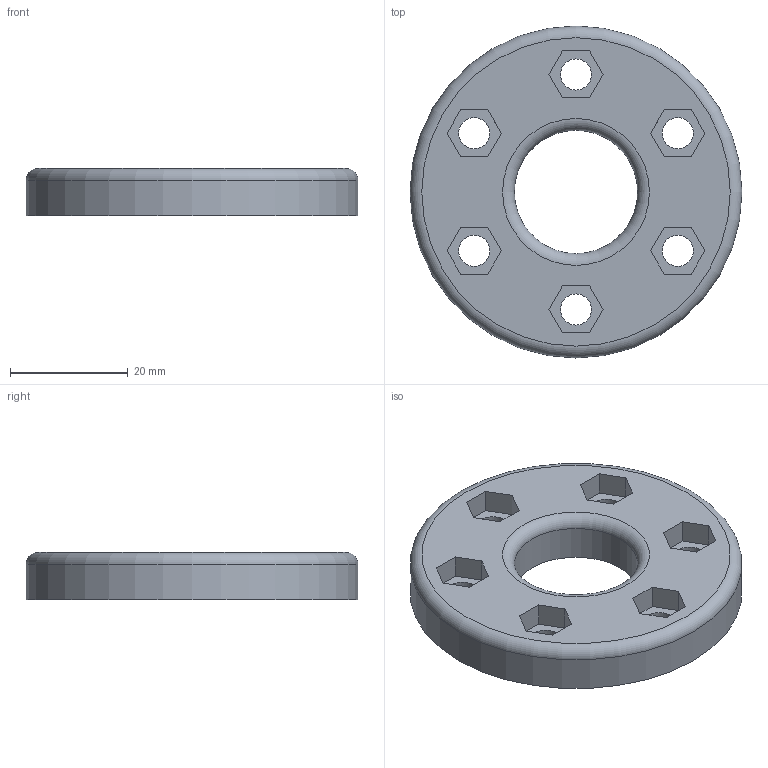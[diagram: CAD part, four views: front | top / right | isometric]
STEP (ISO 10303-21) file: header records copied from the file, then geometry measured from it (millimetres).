
FILE_DESCRIPTION(/* description */ ('STEP AP242','CAx-IF Rec.Pracs.---Representation and Presentation of Product Manufacturing Information (PMI)---4.0---2014-10-13','CAx-IF Rec.Pracs.---3D Tessellated Geometry---0.4---2014-09-14','2;1'),/* implementation_level */ '2;1');
FILE_NAME(/* name */ '65daa57af3c31e2e3b9dc3aa',/* time_stamp */ '2024-02-25T02:27:07Z',/* author */ (''),/* organization */ (''),/* preprocessor_version */ 'ST-DEVELOPER v19.4',/* originating_system */ ' ',/* authorisation */ ' ');
FILE_SCHEMA (('AP242_MANAGED_MODEL_BASED_3D_ENGINEERING_MIM_LF { 1 0 10303 442 1 1 4 }'));
Length unit declared in the file: metre
Products named in the file (1): Output Bearing Retainer
Bounding box: 56.5 x 56.5 x 8 mm (x, y, z)
Volume: 15217.9 mm3; surface area: 6860.4 mm2
Topology: 1 solids, 1 shells, 54 faces, 136 edges, 90 vertices
Faces by surface type: plane 44, cylinder 8, torus 2
Full cylindrical faces by diameter (mm): 5.3 x6, 21 x1, 56.5 x1
Entity records: 1602 total; most frequent: CARTESIAN_POINT 271, DIRECTION 254, ORIENTED_EDGE 252, EDGE_CURVE 126, LINE 108, VECTOR 108, VERTEX_POINT 90, EDGE_LOOP 84
